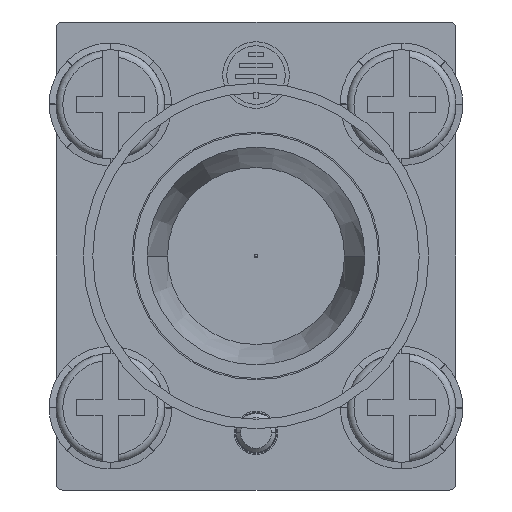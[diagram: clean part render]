
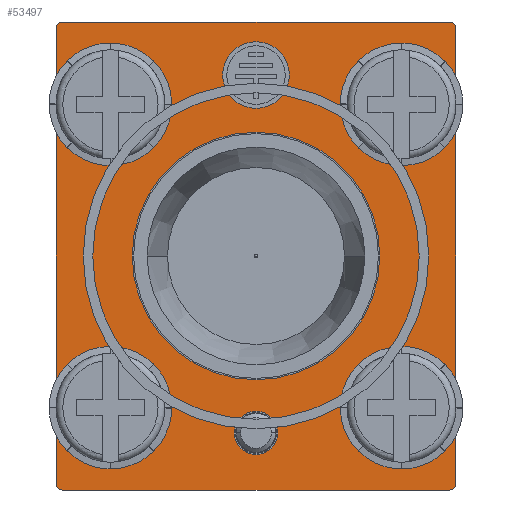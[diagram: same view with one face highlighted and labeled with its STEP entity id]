
A CAD part, front view. The second image highlights one B-rep face of the part: STEP entity #53497.
In plain terms, the highlighted planar face has unit normal (0, -1, 0).
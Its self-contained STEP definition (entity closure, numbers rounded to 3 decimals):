
#49572=CARTESIAN_POINT('',(-14.2,-37.2,16.7));
#49573=DIRECTION('',(0.,1.,0.));
#49574=DIRECTION('',(-1.,0.,0.));
#49575=AXIS2_PLACEMENT_3D('',#49572,#49573,#49574);
#49577=CARTESIAN_POINT('',(14.2,-37.2,16.7));
#49578=DIRECTION('',(0.,1.,0.));
#49579=DIRECTION('',(0.,0.,1.));
#49580=AXIS2_PLACEMENT_3D('',#49577,#49578,#49579);
#49582=CARTESIAN_POINT('',(14.2,-37.2,-16.7));
#49583=DIRECTION('',(0.,1.,0.));
#49584=DIRECTION('',(1.,0.,0.));
#49585=AXIS2_PLACEMENT_3D('',#49582,#49583,#49584);
#49587=CARTESIAN_POINT('',(-14.2,-37.2,-16.7));
#49588=DIRECTION('',(0.,1.,0.));
#49589=DIRECTION('',(0.,0.,-1.));
#49590=AXIS2_PLACEMENT_3D('',#49587,#49588,#49589);
#49592=CARTESIAN_POINT('',(0.,-37.2,0.));
#49593=DIRECTION('',(0.,-1.,0.));
#49594=DIRECTION('',(1.,0.,0.));
#49595=AXIS2_PLACEMENT_3D('',#49592,#49593,#49594);
#49597=CARTESIAN_POINT('',(0.,-37.2,0.));
#49598=DIRECTION('',(0.,-1.,0.));
#49599=DIRECTION('',(-1.,0.,0.));
#49600=AXIS2_PLACEMENT_3D('',#49597,#49598,#49599);
#49602=CARTESIAN_POINT('',(-10.7,-37.2,-11.15));
#49603=DIRECTION('',(0.,-1.,0.));
#49604=DIRECTION('',(1.,0.,0.));
#49605=AXIS2_PLACEMENT_3D('',#49602,#49603,#49604);
#49607=CARTESIAN_POINT('',(-10.7,-37.2,-11.15));
#49608=DIRECTION('',(0.,-1.,0.));
#49609=DIRECTION('',(-1.,0.,0.));
#49610=AXIS2_PLACEMENT_3D('',#49607,#49608,#49609);
#49612=CARTESIAN_POINT('',(10.7,-37.2,-11.15));
#49613=DIRECTION('',(0.,-1.,0.));
#49614=DIRECTION('',(1.,0.,0.));
#49615=AXIS2_PLACEMENT_3D('',#49612,#49613,#49614);
#49617=CARTESIAN_POINT('',(10.7,-37.2,-11.15));
#49618=DIRECTION('',(0.,-1.,0.));
#49619=DIRECTION('',(-1.,0.,0.));
#49620=AXIS2_PLACEMENT_3D('',#49617,#49618,#49619);
#49622=CARTESIAN_POINT('',(10.7,-37.2,11.15));
#49623=DIRECTION('',(0.,-1.,0.));
#49624=DIRECTION('',(1.,0.,0.));
#49625=AXIS2_PLACEMENT_3D('',#49622,#49623,#49624);
#49627=CARTESIAN_POINT('',(10.7,-37.2,11.15));
#49628=DIRECTION('',(0.,-1.,0.));
#49629=DIRECTION('',(-1.,0.,0.));
#49630=AXIS2_PLACEMENT_3D('',#49627,#49628,#49629);
#49632=CARTESIAN_POINT('',(-10.7,-37.2,11.15));
#49633=DIRECTION('',(0.,-1.,0.));
#49634=DIRECTION('',(1.,0.,0.));
#49635=AXIS2_PLACEMENT_3D('',#49632,#49633,#49634);
#49637=CARTESIAN_POINT('',(-10.7,-37.2,11.15));
#49638=DIRECTION('',(0.,-1.,0.));
#49639=DIRECTION('',(-1.,0.,0.));
#49640=AXIS2_PLACEMENT_3D('',#49637,#49638,#49639);
#49642=CARTESIAN_POINT('',(0.,-37.2,13.3));
#49643=DIRECTION('',(0.,-1.,0.));
#49644=DIRECTION('',(1.,0.,0.));
#49645=AXIS2_PLACEMENT_3D('',#49642,#49643,#49644);
#49647=CARTESIAN_POINT('',(0.,-37.2,13.3));
#49648=DIRECTION('',(0.,-1.,0.));
#49649=DIRECTION('',(-1.,0.,0.));
#49650=AXIS2_PLACEMENT_3D('',#49647,#49648,#49649);
#49652=CARTESIAN_POINT('',(0.,-37.2,-13.));
#49653=DIRECTION('',(0.,-1.,0.));
#49654=DIRECTION('',(0.,0.,-1.));
#49655=AXIS2_PLACEMENT_3D('',#49652,#49653,#49654);
#49657=CARTESIAN_POINT('',(0.,-37.2,-13.));
#49658=DIRECTION('',(0.,-1.,0.));
#49659=DIRECTION('',(0.,0.,1.));
#49660=AXIS2_PLACEMENT_3D('',#49657,#49658,#49659);
#49670=DIRECTION('',(0.,0.,-1.));
#49671=VECTOR('',#49670,33.4);
#49672=CARTESIAN_POINT('',(-14.7,-37.2,16.7));
#49673=LINE('',#49672,#49671);
#49682=DIRECTION('',(1.,0.,0.));
#49683=VECTOR('',#49682,28.4);
#49684=CARTESIAN_POINT('',(-14.2,-37.2,-17.2));
#49685=LINE('',#49684,#49683);
#49694=DIRECTION('',(0.,0.,1.));
#49695=VECTOR('',#49694,33.4);
#49696=CARTESIAN_POINT('',(14.7,-37.2,-16.7));
#49697=LINE('',#49696,#49695);
#49706=DIRECTION('',(-1.,0.,0.));
#49707=VECTOR('',#49706,28.4);
#49708=CARTESIAN_POINT('',(14.2,-37.2,17.2));
#49709=LINE('',#49708,#49707);
#53052=CARTESIAN_POINT('',(-8.6,-37.2,-11.15));
#53053=CARTESIAN_POINT('',(-12.8,-37.2,-11.15));
#53054=VERTEX_POINT('',#53052);
#53055=VERTEX_POINT('',#53053);
#53056=CARTESIAN_POINT('',(-14.7,-37.2,16.7));
#53057=CARTESIAN_POINT('',(-14.2,-37.2,17.2));
#53058=VERTEX_POINT('',#53056);
#53059=VERTEX_POINT('',#53057);
#53060=CARTESIAN_POINT('',(14.2,-37.2,17.2));
#53061=VERTEX_POINT('',#53060);
#53062=CARTESIAN_POINT('',(14.7,-37.2,16.7));
#53063=VERTEX_POINT('',#53062);
#53064=CARTESIAN_POINT('',(14.7,-37.2,-16.7));
#53065=VERTEX_POINT('',#53064);
#53066=CARTESIAN_POINT('',(14.2,-37.2,-17.2));
#53067=VERTEX_POINT('',#53066);
#53068=CARTESIAN_POINT('',(-14.2,-37.2,-17.2));
#53069=VERTEX_POINT('',#53068);
#53070=CARTESIAN_POINT('',(-14.7,-37.2,-16.7));
#53071=VERTEX_POINT('',#53070);
#53072=CARTESIAN_POINT('',(9.1,-37.2,0.));
#53073=CARTESIAN_POINT('',(-9.1,-37.2,0.));
#53074=VERTEX_POINT('',#53072);
#53075=VERTEX_POINT('',#53073);
#53076=CARTESIAN_POINT('',(12.8,-37.2,-11.15));
#53077=CARTESIAN_POINT('',(8.6,-37.2,-11.15));
#53078=VERTEX_POINT('',#53076);
#53079=VERTEX_POINT('',#53077);
#53080=CARTESIAN_POINT('',(12.8,-37.2,11.15));
#53081=CARTESIAN_POINT('',(8.6,-37.2,11.15));
#53082=VERTEX_POINT('',#53080);
#53083=VERTEX_POINT('',#53081);
#53084=CARTESIAN_POINT('',(-8.6,-37.2,11.15));
#53085=CARTESIAN_POINT('',(-12.8,-37.2,11.15));
#53086=VERTEX_POINT('',#53084);
#53087=VERTEX_POINT('',#53085);
#53088=CARTESIAN_POINT('',(2.45,-37.2,13.3));
#53089=CARTESIAN_POINT('',(-2.45,-37.2,13.3));
#53090=VERTEX_POINT('',#53088);
#53091=VERTEX_POINT('',#53089);
#53092=CARTESIAN_POINT('',(0.,-37.2,-14.6));
#53093=CARTESIAN_POINT('',(0.,-37.2,-11.4));
#53094=VERTEX_POINT('',#53092);
#53095=VERTEX_POINT('',#53093);
#53433=CARTESIAN_POINT('',(0.,-37.2,0.));
#53434=DIRECTION('',(0.,1.,0.));
#53435=DIRECTION('',(1.,0.,0.));
#53436=AXIS2_PLACEMENT_3D('',#53433,#53434,#53435);
#53437=PLANE('',#53436);
#53439=ORIENTED_EDGE('',*,*,#53438,.T.);
#53441=ORIENTED_EDGE('',*,*,#53440,.F.);
#53443=ORIENTED_EDGE('',*,*,#53442,.T.);
#53445=ORIENTED_EDGE('',*,*,#53444,.F.);
#53447=ORIENTED_EDGE('',*,*,#53446,.T.);
#53449=ORIENTED_EDGE('',*,*,#53448,.F.);
#53451=ORIENTED_EDGE('',*,*,#53450,.T.);
#53453=ORIENTED_EDGE('',*,*,#53452,.F.);
#53454=EDGE_LOOP('',(#53439,#53441,#53443,#53445,#53447,#53449,#53451,#53453));
#53455=FACE_OUTER_BOUND('',#53454,.F.);
#53457=ORIENTED_EDGE('',*,*,#53456,.T.);
#53459=ORIENTED_EDGE('',*,*,#53458,.T.);
#53460=EDGE_LOOP('',(#53457,#53459));
#53461=FACE_BOUND('',#53460,.F.);
#53463=ORIENTED_EDGE('',*,*,#53462,.T.);
#53465=ORIENTED_EDGE('',*,*,#53464,.T.);
#53466=EDGE_LOOP('',(#53463,#53465));
#53467=FACE_BOUND('',#53466,.F.);
#53469=ORIENTED_EDGE('',*,*,#53468,.T.);
#53471=ORIENTED_EDGE('',*,*,#53470,.T.);
#53472=EDGE_LOOP('',(#53469,#53471));
#53473=FACE_BOUND('',#53472,.F.);
#53475=ORIENTED_EDGE('',*,*,#53474,.T.);
#53477=ORIENTED_EDGE('',*,*,#53476,.T.);
#53478=EDGE_LOOP('',(#53475,#53477));
#53479=FACE_BOUND('',#53478,.F.);
#53481=ORIENTED_EDGE('',*,*,#53480,.T.);
#53483=ORIENTED_EDGE('',*,*,#53482,.T.);
#53484=EDGE_LOOP('',(#53481,#53483));
#53485=FACE_BOUND('',#53484,.F.);
#53486=ORIENTED_EDGE('',*,*,#53423,.T.);
#53488=ORIENTED_EDGE('',*,*,#53487,.T.);
#53489=EDGE_LOOP('',(#53486,#53488));
#53490=FACE_BOUND('',#53489,.F.);
#53492=ORIENTED_EDGE('',*,*,#53491,.T.);
#53494=ORIENTED_EDGE('',*,*,#53493,.T.);
#53495=EDGE_LOOP('',(#53492,#53494));
#53496=FACE_BOUND('',#53495,.F.);
#53497=ADVANCED_FACE('',(#53455,#53461,#53467,#53473,#53479,#53485,#53490,
#53496),#53437,.F.);
#49576=CIRCLE('',#49575,0.5);
#49581=CIRCLE('',#49580,0.5);
#49586=CIRCLE('',#49585,0.5);
#49591=CIRCLE('',#49590,0.5);
#49596=CIRCLE('',#49595,9.1);
#49601=CIRCLE('',#49600,9.1);
#49606=CIRCLE('',#49605,2.1);
#49611=CIRCLE('',#49610,2.1);
#49616=CIRCLE('',#49615,2.1);
#49621=CIRCLE('',#49620,2.1);
#49626=CIRCLE('',#49625,2.1);
#49631=CIRCLE('',#49630,2.1);
#49636=CIRCLE('',#49635,2.1);
#49641=CIRCLE('',#49640,2.1);
#49646=CIRCLE('',#49645,2.45);
#49651=CIRCLE('',#49650,2.45);
#49656=CIRCLE('',#49655,1.6);
#49661=CIRCLE('',#49660,1.6);
#53423=EDGE_CURVE('',#53090,#53091,#49646,.T.);
#53438=EDGE_CURVE('',#53058,#53059,#49576,.T.);
#53440=EDGE_CURVE('',#53061,#53059,#49709,.T.);
#53442=EDGE_CURVE('',#53061,#53063,#49581,.T.);
#53444=EDGE_CURVE('',#53065,#53063,#49697,.T.);
#53446=EDGE_CURVE('',#53065,#53067,#49586,.T.);
#53448=EDGE_CURVE('',#53069,#53067,#49685,.T.);
#53450=EDGE_CURVE('',#53069,#53071,#49591,.T.);
#53452=EDGE_CURVE('',#53058,#53071,#49673,.T.);
#53456=EDGE_CURVE('',#53074,#53075,#49596,.T.);
#53458=EDGE_CURVE('',#53075,#53074,#49601,.T.);
#53462=EDGE_CURVE('',#53054,#53055,#49606,.T.);
#53464=EDGE_CURVE('',#53055,#53054,#49611,.T.);
#53468=EDGE_CURVE('',#53078,#53079,#49616,.T.);
#53470=EDGE_CURVE('',#53079,#53078,#49621,.T.);
#53474=EDGE_CURVE('',#53082,#53083,#49626,.T.);
#53476=EDGE_CURVE('',#53083,#53082,#49631,.T.);
#53480=EDGE_CURVE('',#53086,#53087,#49636,.T.);
#53482=EDGE_CURVE('',#53087,#53086,#49641,.T.);
#53487=EDGE_CURVE('',#53091,#53090,#49651,.T.);
#53491=EDGE_CURVE('',#53094,#53095,#49656,.T.);
#53493=EDGE_CURVE('',#53095,#53094,#49661,.T.);
